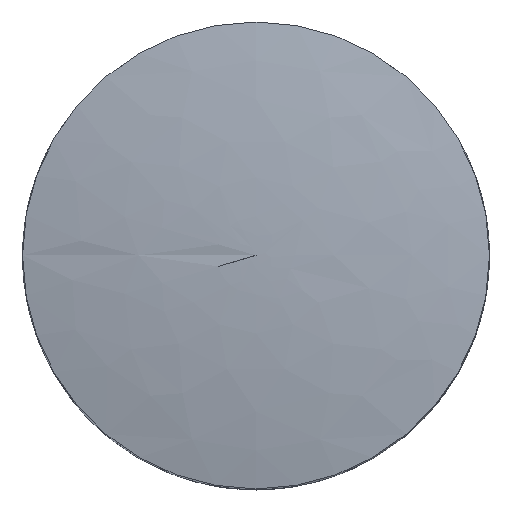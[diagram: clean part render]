
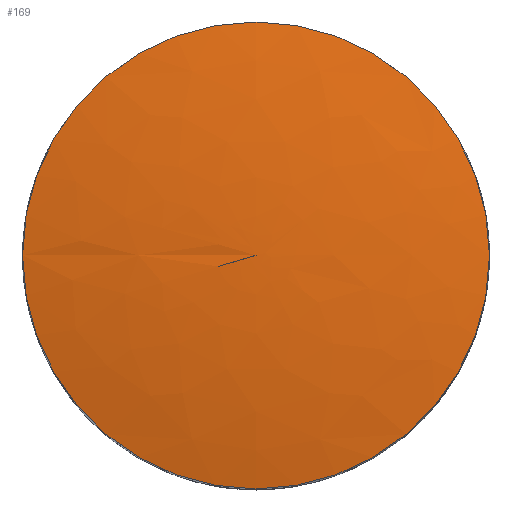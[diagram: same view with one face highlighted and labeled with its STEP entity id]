
A CAD part, top view. The second image highlights one B-rep face of the part: STEP entity #169.
In plain terms, the highlighted free-form (B-spline) face has degree [3, 3] with [4, 7] control points.
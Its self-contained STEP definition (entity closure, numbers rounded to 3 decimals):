
#71=(
BOUNDED_SURFACE()
B_SPLINE_SURFACE(3,3,((#978,#979,#980,#981,#982,#983,#984),(#985,#986,#987,
#988,#989,#990,#991),(#992,#993,#994,#995,#996,#997,#998),(#999,#1000,#1001,
#1002,#1003,#1004,#1005)),.UNSPECIFIED.,.F.,.T.,.F.)
B_SPLINE_SURFACE_WITH_KNOTS((4,4),(1,3,3,3,1),(0.,1.),(-0.5,0.,0.5,1.,1.5),
 .UNSPECIFIED.)
GEOMETRIC_REPRESENTATION_ITEM()
RATIONAL_B_SPLINE_SURFACE(((1.,0.333,0.333,1.,0.333,
0.333,1.),(0.997,0.332,0.332,
0.997,0.332,0.332,0.997),
(0.997,0.332,0.332,0.997,
0.332,0.332,0.997),(1.,0.333,
0.333,1.,0.333,0.333,1.)))
REPRESENTATION_ITEM('')
SURFACE()
);
#72=VERTEX_LOOP('',#431);
#169=ADVANCED_FACE('',(#227,#228),#71,.T.);
#227=FACE_BOUND('',#72,.T.);
#228=FACE_BOUND('',#263,.T.);
#263=EDGE_LOOP('',(#325));
#325=ORIENTED_EDGE('',*,*,#455,.F.);
#412=VERTEX_POINT('',#681);
#431=VERTEX_POINT('',#977);
#455=EDGE_CURVE('',#412,#412,#509,.T.);
#509=CIRCLE('',#520,11.);
#520=AXIS2_PLACEMENT_3D('',#680,#563,#564);
#563=DIRECTION('',(0.,0.,-1.));
#564=DIRECTION('',(-1.,0.,0.));
#680=CARTESIAN_POINT('',(0.,0.,-0.046));
#681=CARTESIAN_POINT('',(-11.,0.,-0.046));
#977=CARTESIAN_POINT('',(0.,0.,1.));
#978=CARTESIAN_POINT('',(-11.,0.,-0.046));
#979=CARTESIAN_POINT('',(-11.,22.,-0.046));
#980=CARTESIAN_POINT('',(11.,22.,-0.046));
#981=CARTESIAN_POINT('',(11.,0.,-0.046));
#982=CARTESIAN_POINT('',(11.,-22.,-0.046));
#983=CARTESIAN_POINT('',(-11.,-22.,-0.046));
#984=CARTESIAN_POINT('',(-11.,0.,-0.046));
#985=CARTESIAN_POINT('',(-7.373,0.,0.654));
#986=CARTESIAN_POINT('',(-7.373,14.745,0.654));
#987=CARTESIAN_POINT('',(7.373,14.745,0.654));
#988=CARTESIAN_POINT('',(7.373,0.,0.654));
#989=CARTESIAN_POINT('',(7.373,-14.745,0.654));
#990=CARTESIAN_POINT('',(-7.373,-14.745,0.654));
#991=CARTESIAN_POINT('',(-7.373,0.,0.654));
#992=CARTESIAN_POINT('',(-3.695,0.,1.004));
#993=CARTESIAN_POINT('',(-3.695,7.389,1.004));
#994=CARTESIAN_POINT('',(3.695,7.389,1.004));
#995=CARTESIAN_POINT('',(3.695,0.,1.004));
#996=CARTESIAN_POINT('',(3.695,-7.389,1.004));
#997=CARTESIAN_POINT('',(-3.695,-7.389,1.004));
#998=CARTESIAN_POINT('',(-3.695,0.,1.004));
#999=CARTESIAN_POINT('',(0.,0.,1.));
#1000=CARTESIAN_POINT('',(0.,0.,1.));
#1001=CARTESIAN_POINT('',(0.,0.,1.));
#1002=CARTESIAN_POINT('',(0.,0.,1.));
#1003=CARTESIAN_POINT('',(0.,0.,1.));
#1004=CARTESIAN_POINT('',(0.,0.,1.));
#1005=CARTESIAN_POINT('',(0.,0.,1.));
